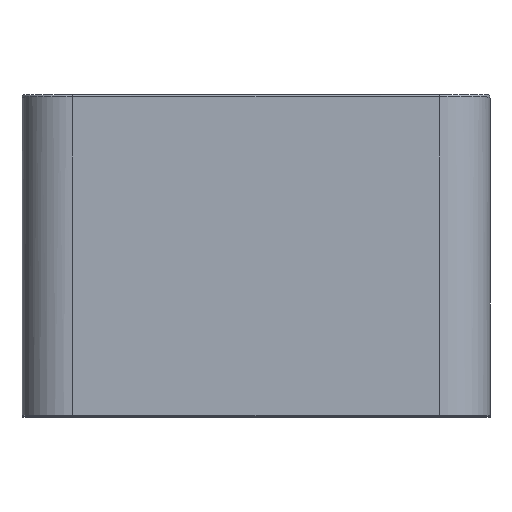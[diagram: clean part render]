
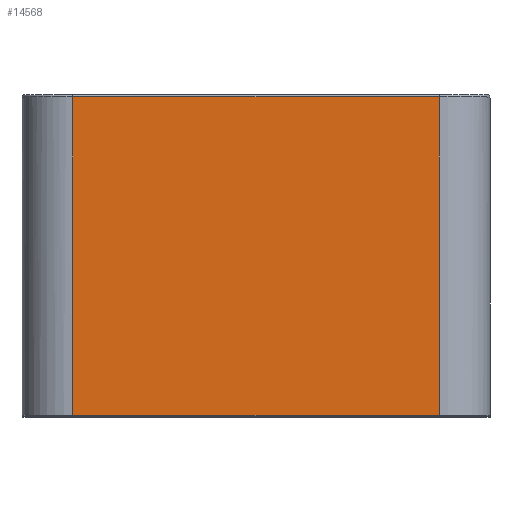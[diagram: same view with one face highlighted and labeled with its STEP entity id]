
A CAD part, top view. The second image highlights one B-rep face of the part: STEP entity #14568.
In plain terms, the highlighted planar face has unit normal (0, 0, 1).
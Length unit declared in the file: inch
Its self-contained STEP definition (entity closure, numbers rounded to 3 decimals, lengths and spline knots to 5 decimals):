
#789=LINE('',#23349,#1981);
#1363=LINE('',#27288,#2555);
#1410=LINE('',#28258,#2602);
#1981=VECTOR('',#15914,0.3937);
#2555=VECTOR('',#17676,0.3937);
#2602=VECTOR('',#17813,0.3937);
#3900=PLANE('',#15835);
#4705=FACE_OUTER_BOUND('',#5623,.T.);
#5623=EDGE_LOOP('',(#13678,#13679,#13680,#13681));
#5725=B_SPLINE_CURVE_WITH_KNOTS('',3,(#23184,#23185,#23186,#23187,#23188,
#23189),.UNSPECIFIED.,.F.,.F.,(4,1,1,4),(38.42532,41.05604,
45.00211,47.63282),.UNSPECIFIED.);
#5973=VERTEX_POINT('',#23128);
#5974=VERTEX_POINT('',#23177);
#5978=VERTEX_POINT('',#23347);
#6645=VERTEX_POINT('',#27287);
#7417=EDGE_CURVE('',#5973,#5974,#5725,.T.);
#7425=EDGE_CURVE('',#5973,#5978,#789,.T.);
#8412=EDGE_CURVE('',#5974,#6645,#1363,.T.);
#8511=EDGE_CURVE('',#6645,#5978,#1410,.T.);
#13678=ORIENTED_EDGE('',*,*,#7417,.F.);
#13679=ORIENTED_EDGE('',*,*,#7425,.T.);
#13680=ORIENTED_EDGE('',*,*,#8511,.F.);
#13681=ORIENTED_EDGE('',*,*,#8412,.F.);
#14568=ADVANCED_FACE('',(#4705),#3900,.T.);
#15835=AXIS2_PLACEMENT_3D('',#31159,#19534,#19535);
#15914=DIRECTION('',(0.,-1.,0.));
#17676=DIRECTION('',(0.,-1.,0.));
#17813=DIRECTION('',(-1.,0.,0.));
#19534=DIRECTION('center_axis',(0.,0.,1.));
#19535=DIRECTION('ref_axis',(-1.,0.,0.));
#23128=CARTESIAN_POINT('',(-1.8125,-0.02121,5.5));
#23177=CARTESIAN_POINT('',(1.8125,-0.02121,5.5));
#23184=CARTESIAN_POINT('Ctrl Pts',(-1.8125,-0.02121,
5.5));
#23185=CARTESIAN_POINT('Ctrl Pts',(-1.46672,-0.02121,
5.5));
#23186=CARTESIAN_POINT('Ctrl Pts',(-0.60465,-0.02121,
5.5));
#23187=CARTESIAN_POINT('Ctrl Pts',(0.60465,-0.02121,
5.5));
#23188=CARTESIAN_POINT('Ctrl Pts',(1.46672,-0.02121,
5.5));
#23189=CARTESIAN_POINT('Ctrl Pts',(1.8125,-0.02121,
5.5));
#23347=CARTESIAN_POINT('',(-1.8125,-3.167,5.5));
#23349=CARTESIAN_POINT('',(-1.8125,0.,5.5));
#27287=CARTESIAN_POINT('',(1.8125,-3.167,5.5));
#27288=CARTESIAN_POINT('',(1.8125,0.,5.5));
#28258=CARTESIAN_POINT('',(-0.57812,-3.167,5.5));
#31159=CARTESIAN_POINT('Origin',(0.,0.,5.5));
